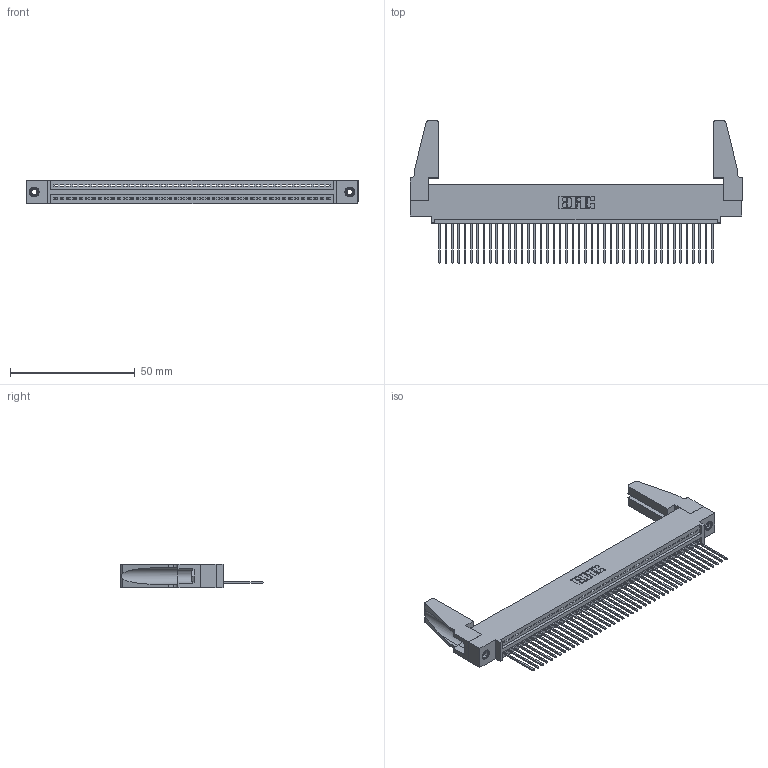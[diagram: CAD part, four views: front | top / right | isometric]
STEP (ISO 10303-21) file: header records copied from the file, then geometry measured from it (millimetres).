
FILE_DESCRIPTION (( 'STEP AP203' ), '1' );
FILE_NAME ('345-044-542-488.STEP', '2019-10-08T19:42:23', ( '' ), ( '' ), 'SwSTEP 2.0', 'SolidWorks 2016', '' );
FILE_SCHEMA (( 'CONFIG_CONTROL_DESIGN' ));
Length unit declared in the file: inch
Products named in the file (5): 345-250-001_345-250-001-102; 345-044-542-488; 345-292-001_345-293-142; 345 Part_0.110 Offset - 0.156 Dia-TH; 345-220-078_345-220-088
Assembly tree (49 placements, depth 2):
  345-044-542-488
    345 Part_0.110 Offset - 0.156 Dia-TH
    345-292-001_345-293-142  x44
    345-250-001_345-250-001-102  x2
    345-220-078_345-220-088  x2
Bounding box: 132.99 x 56.95 x 9.4 mm (x, y, z)
Volume: 15925.3 mm3; surface area: 20698.5 mm2
Topology: 49 solids, 49 shells, 2806 faces, 8411 edges, 5538 vertices
Faces by surface type: plane 1916, cylinder 874, cone 12, torus 4
Entity records: 35144 total; most frequent: CARTESIAN_POINT 6078, ORIENTED_EDGE 6016, DIRECTION 5312, EDGE_CURVE 3008, LINE 2658, VECTOR 2658, VERTEX_POINT 1998, AXIS2_PLACEMENT_3D 1327
